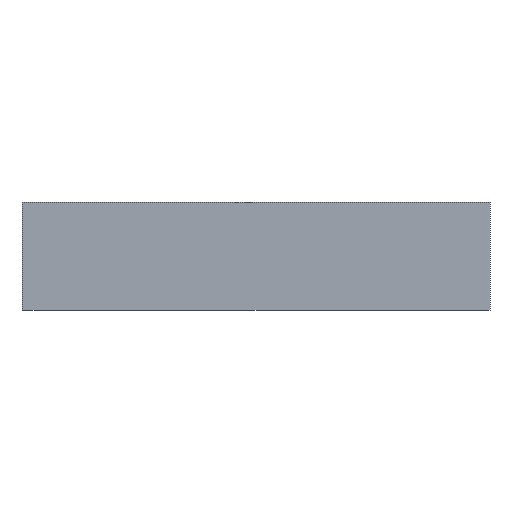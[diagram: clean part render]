
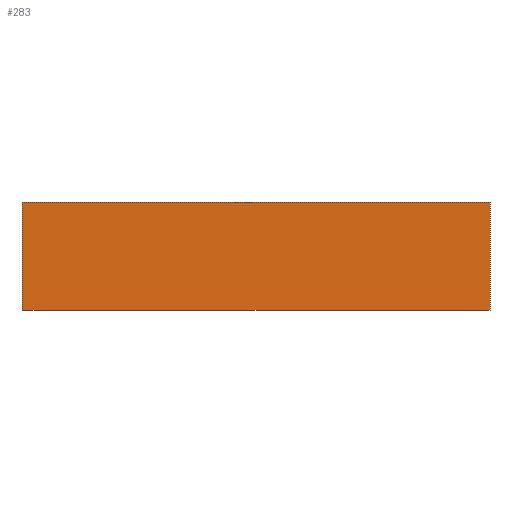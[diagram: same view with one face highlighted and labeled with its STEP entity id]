
A CAD part, front view. The second image highlights one B-rep face of the part: STEP entity #283.
In plain terms, the highlighted planar face has unit normal (0, -1, 0).
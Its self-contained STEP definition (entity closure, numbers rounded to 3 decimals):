
#82=DIRECTION('',(1.,0.,0.));
#83=VECTOR('',#82,65.);
#84=CARTESIAN_POINT('',(-32.5,-500.,-7.5));
#85=LINE('',#84,#83);
#94=DIRECTION('',(0.,0.,1.));
#95=VECTOR('',#94,15.);
#96=CARTESIAN_POINT('',(32.5,-500.,-7.5));
#97=LINE('',#96,#95);
#98=DIRECTION('',(0.,0.,1.));
#99=VECTOR('',#98,15.);
#100=CARTESIAN_POINT('',(-32.5,-500.,-7.5));
#101=LINE('',#100,#99);
#115=DIRECTION('',(1.,0.,0.));
#116=VECTOR('',#115,65.);
#117=CARTESIAN_POINT('',(-32.5,-500.,7.5));
#118=LINE('',#117,#116);
#207=CARTESIAN_POINT('',(-32.5,-500.,-7.5));
#208=VERTEX_POINT('',#207);
#209=CARTESIAN_POINT('',(32.5,-500.,-7.5));
#210=VERTEX_POINT('',#209);
#215=CARTESIAN_POINT('',(-32.5,-500.,7.5));
#216=VERTEX_POINT('',#215);
#217=CARTESIAN_POINT('',(32.5,-500.,7.5));
#218=VERTEX_POINT('',#217);
#270=CARTESIAN_POINT('',(-32.5,-500.,-7.5));
#271=DIRECTION('',(0.,-1.,0.));
#272=DIRECTION('',(1.,0.,0.));
#273=AXIS2_PLACEMENT_3D('',#270,#271,#272);
#274=PLANE('',#273);
#275=ORIENTED_EDGE('',*,*,#228,.F.);
#277=ORIENTED_EDGE('',*,*,#276,.T.);
#279=ORIENTED_EDGE('',*,*,#278,.T.);
#280=ORIENTED_EDGE('',*,*,#262,.F.);
#281=EDGE_LOOP('',(#275,#277,#279,#280));
#282=FACE_OUTER_BOUND('',#281,.F.);
#228=EDGE_CURVE('',#208,#210,#85,.T.);
#262=EDGE_CURVE('',#210,#218,#97,.T.);
#276=EDGE_CURVE('',#208,#216,#101,.T.);
#278=EDGE_CURVE('',#216,#218,#118,.T.);
#283=ADVANCED_FACE('',(#282),#274,.T.);
